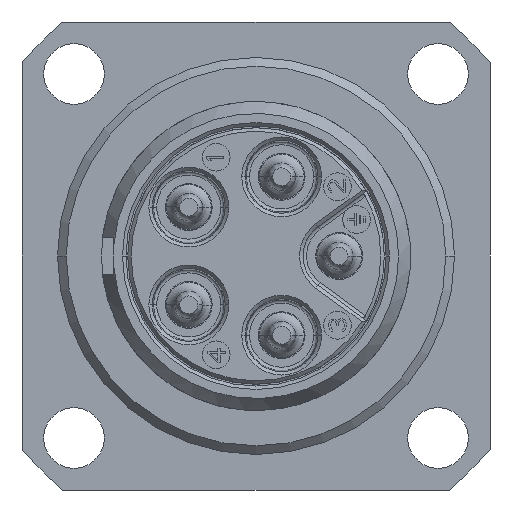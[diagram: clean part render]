
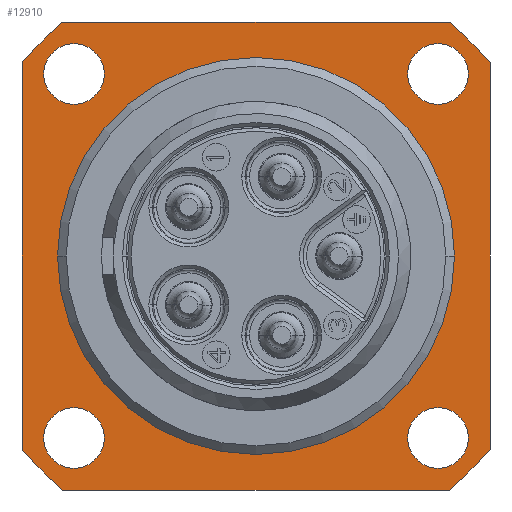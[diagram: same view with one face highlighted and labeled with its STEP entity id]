
A CAD part, left-side view. The second image highlights one B-rep face of the part: STEP entity #12910.
In plain terms, the highlighted planar face has unit normal (-1, 0, 0).
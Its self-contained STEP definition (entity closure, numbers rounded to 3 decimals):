
#303=CARTESIAN_POINT('',(0.7,0.,0.));
#304=DIRECTION('',(1.,0.,0.));
#305=DIRECTION('',(0.,1.,0.));
#306=AXIS2_PLACEMENT_3D('',#303,#304,#305);
#316=CARTESIAN_POINT('',(0.7,0.,0.));
#317=DIRECTION('',(1.,0.,0.));
#318=DIRECTION('',(0.,-1.,0.));
#319=AXIS2_PLACEMENT_3D('',#316,#317,#318);
#321=DIRECTION('',(0.,1.,0.));
#322=VECTOR('',#321,22.271);
#323=CARTESIAN_POINT('',(0.7,-11.136,13.5));
#324=LINE('1254',#323,#322);
#325=CARTESIAN_POINT('',(0.7,0.,0.));
#326=DIRECTION('',(1.,0.,0.));
#327=DIRECTION('',(0.,-0.636,0.771));
#328=AXIS2_PLACEMENT_3D('',#325,#326,#327);
#330=DIRECTION('',(0.,0.,1.));
#331=VECTOR('',#330,22.271);
#332=CARTESIAN_POINT('',(0.7,-13.5,-11.136));
#333=LINE('1255',#332,#331);
#334=CARTESIAN_POINT('',(0.7,0.,0.));
#335=DIRECTION('',(1.,0.,0.));
#336=DIRECTION('',(0.,-0.771,-0.636));
#337=AXIS2_PLACEMENT_3D('',#334,#335,#336);
#339=DIRECTION('',(0.,-1.,0.));
#340=VECTOR('',#339,22.271);
#341=CARTESIAN_POINT('',(0.7,11.136,-13.5));
#342=LINE('1256',#341,#340);
#343=CARTESIAN_POINT('',(0.7,0.,0.));
#344=DIRECTION('',(1.,0.,0.));
#345=DIRECTION('',(0.,0.636,-0.771));
#346=AXIS2_PLACEMENT_3D('',#343,#344,#345);
#348=DIRECTION('',(0.,0.,-1.));
#349=VECTOR('',#348,22.271);
#350=CARTESIAN_POINT('',(0.7,13.5,11.136));
#351=LINE('1257',#350,#349);
#352=CARTESIAN_POINT('',(0.7,0.,0.));
#353=DIRECTION('',(1.,0.,0.));
#354=DIRECTION('',(0.,0.771,0.636));
#355=AXIS2_PLACEMENT_3D('',#352,#353,#354);
#357=CARTESIAN_POINT('',(0.7,10.5,-10.5));
#358=DIRECTION('',(-1.,0.,0.));
#359=DIRECTION('',(0.,0.,-1.));
#360=AXIS2_PLACEMENT_3D('',#357,#358,#359);
#362=CARTESIAN_POINT('',(0.7,10.5,-10.5));
#363=DIRECTION('',(-1.,0.,0.));
#364=DIRECTION('',(0.,0.,1.));
#365=AXIS2_PLACEMENT_3D('',#362,#363,#364);
#367=CARTESIAN_POINT('',(0.7,10.5,10.5));
#368=DIRECTION('',(-1.,0.,0.));
#369=DIRECTION('',(0.,0.,-1.));
#370=AXIS2_PLACEMENT_3D('',#367,#368,#369);
#372=CARTESIAN_POINT('',(0.7,10.5,10.5));
#373=DIRECTION('',(-1.,0.,0.));
#374=DIRECTION('',(0.,0.,1.));
#375=AXIS2_PLACEMENT_3D('',#372,#373,#374);
#377=CARTESIAN_POINT('',(0.7,-10.5,-10.5));
#378=DIRECTION('',(-1.,0.,0.));
#379=DIRECTION('',(0.,0.,-1.));
#380=AXIS2_PLACEMENT_3D('',#377,#378,#379);
#382=CARTESIAN_POINT('',(0.7,-10.5,-10.5));
#383=DIRECTION('',(-1.,0.,0.));
#384=DIRECTION('',(0.,0.,1.));
#385=AXIS2_PLACEMENT_3D('',#382,#383,#384);
#387=CARTESIAN_POINT('',(0.7,-10.5,10.5));
#388=DIRECTION('',(-1.,0.,0.));
#389=DIRECTION('',(0.,0.,-1.));
#390=AXIS2_PLACEMENT_3D('',#387,#388,#389);
#392=CARTESIAN_POINT('',(0.7,-10.5,10.5));
#393=DIRECTION('',(-1.,0.,0.));
#394=DIRECTION('',(0.,0.,1.));
#395=AXIS2_PLACEMENT_3D('',#392,#393,#394);
#9844=CARTESIAN_POINT('',(0.7,11.45,0.));
#9845=VERTEX_POINT('',#9844);
#9846=CARTESIAN_POINT('',(0.7,-11.45,0.));
#9847=VERTEX_POINT('',#9846);
#9864=CARTESIAN_POINT('',(0.7,10.5,-12.25));
#9865=CARTESIAN_POINT('',(0.7,10.5,-8.75));
#9866=VERTEX_POINT('',#9864);
#9867=VERTEX_POINT('',#9865);
#9868=CARTESIAN_POINT('',(0.7,10.5,8.75));
#9869=CARTESIAN_POINT('',(0.7,10.5,12.25));
#9870=VERTEX_POINT('',#9868);
#9871=VERTEX_POINT('',#9869);
#9872=CARTESIAN_POINT('',(0.7,-10.5,-12.25));
#9873=CARTESIAN_POINT('',(0.7,-10.5,-8.75));
#9874=VERTEX_POINT('',#9872);
#9875=VERTEX_POINT('',#9873);
#9876=CARTESIAN_POINT('',(0.7,-10.5,8.75));
#9877=CARTESIAN_POINT('',(0.7,-10.5,12.25));
#9878=VERTEX_POINT('',#9876);
#9879=VERTEX_POINT('',#9877);
#9975=CARTESIAN_POINT('',(0.7,-11.136,13.5));
#9976=CARTESIAN_POINT('',(0.7,11.136,13.5));
#9977=VERTEX_POINT('',#9975);
#9978=VERTEX_POINT('',#9976);
#9979=CARTESIAN_POINT('',(0.7,-13.5,-11.136));
#9980=CARTESIAN_POINT('',(0.7,-13.5,11.136));
#9981=VERTEX_POINT('',#9979);
#9982=VERTEX_POINT('',#9980);
#9983=CARTESIAN_POINT('',(0.7,11.136,-13.5));
#9984=CARTESIAN_POINT('',(0.7,-11.136,-13.5));
#9985=VERTEX_POINT('',#9983);
#9986=VERTEX_POINT('',#9984);
#9987=CARTESIAN_POINT('',(0.7,13.5,11.136));
#9988=CARTESIAN_POINT('',(0.7,13.5,-11.136));
#9989=VERTEX_POINT('',#9987);
#9990=VERTEX_POINT('',#9988);
#12859=CARTESIAN_POINT('',(0.7,0.,0.));
#12860=DIRECTION('',(1.,0.,0.));
#12861=DIRECTION('',(0.,0.,-1.));
#12862=AXIS2_PLACEMENT_3D('',#12859,#12860,#12861);
#12863=PLANE('287',#12862);
#12865=ORIENTED_EDGE('1254',*,*,#12864,.F.);
#12867=ORIENTED_EDGE('1315',*,*,#12866,.T.);
#12869=ORIENTED_EDGE('1255',*,*,#12868,.F.);
#12871=ORIENTED_EDGE('1314',*,*,#12870,.T.);
#12873=ORIENTED_EDGE('1256',*,*,#12872,.F.);
#12875=ORIENTED_EDGE('1313',*,*,#12874,.T.);
#12877=ORIENTED_EDGE('1257',*,*,#12876,.F.);
#12879=ORIENTED_EDGE('1302',*,*,#12878,.T.);
#12880=EDGE_LOOP('287',(#12865,#12867,#12869,#12871,#12873,#12875,#12877,
#12879));
#12881=FACE_OUTER_BOUND('287',#12880,.F.);
#12883=ORIENTED_EDGE('1170',*,*,#12882,.T.);
#12885=ORIENTED_EDGE('1171',*,*,#12884,.T.);
#12886=EDGE_LOOP('287',(#12883,#12885));
#12887=FACE_BOUND('287',#12886,.F.);
#12889=ORIENTED_EDGE('1172',*,*,#12888,.T.);
#12891=ORIENTED_EDGE('1173',*,*,#12890,.T.);
#12892=EDGE_LOOP('287',(#12889,#12891));
#12893=FACE_BOUND('287',#12892,.F.);
#12895=ORIENTED_EDGE('1174',*,*,#12894,.T.);
#12897=ORIENTED_EDGE('1175',*,*,#12896,.T.);
#12898=EDGE_LOOP('287',(#12895,#12897));
#12899=FACE_BOUND('287',#12898,.F.);
#12901=ORIENTED_EDGE('1176',*,*,#12900,.T.);
#12903=ORIENTED_EDGE('1177',*,*,#12902,.T.);
#12904=EDGE_LOOP('287',(#12901,#12903));
#12905=FACE_BOUND('287',#12904,.F.);
#12906=ORIENTED_EDGE('1160',*,*,#12824,.F.);
#12907=ORIENTED_EDGE('1161',*,*,#12847,.F.);
#12908=EDGE_LOOP('287',(#12906,#12907));
#12909=FACE_BOUND('287',#12908,.F.);
#307=CIRCLE('1160',#306,11.45);
#320=CIRCLE('1161',#319,11.45);
#329=CIRCLE('1315',#328,17.5);
#338=CIRCLE('1314',#337,17.5);
#347=CIRCLE('1313',#346,17.5);
#356=CIRCLE('1302',#355,17.5);
#361=CIRCLE('1170',#360,1.75);
#366=CIRCLE('1171',#365,1.75);
#371=CIRCLE('1172',#370,1.75);
#376=CIRCLE('1173',#375,1.75);
#381=CIRCLE('1174',#380,1.75);
#386=CIRCLE('1175',#385,1.75);
#391=CIRCLE('1176',#390,1.75);
#396=CIRCLE('1177',#395,1.75);
#12824=EDGE_CURVE('1160',#9845,#9847,#307,.T.);
#12847=EDGE_CURVE('1161',#9847,#9845,#320,.T.);
#12864=EDGE_CURVE('1254',#9977,#9978,#324,.T.);
#12866=EDGE_CURVE('1315',#9977,#9982,#329,.T.);
#12868=EDGE_CURVE('1255',#9981,#9982,#333,.T.);
#12870=EDGE_CURVE('1314',#9981,#9986,#338,.T.);
#12872=EDGE_CURVE('1256',#9985,#9986,#342,.T.);
#12874=EDGE_CURVE('1313',#9985,#9990,#347,.T.);
#12876=EDGE_CURVE('1257',#9989,#9990,#351,.T.);
#12878=EDGE_CURVE('1302',#9989,#9978,#356,.T.);
#12882=EDGE_CURVE('1170',#9866,#9867,#361,.T.);
#12884=EDGE_CURVE('1171',#9867,#9866,#366,.T.);
#12888=EDGE_CURVE('1172',#9870,#9871,#371,.T.);
#12890=EDGE_CURVE('1173',#9871,#9870,#376,.T.);
#12894=EDGE_CURVE('1174',#9874,#9875,#381,.T.);
#12896=EDGE_CURVE('1175',#9875,#9874,#386,.T.);
#12900=EDGE_CURVE('1176',#9878,#9879,#391,.T.);
#12902=EDGE_CURVE('1177',#9879,#9878,#396,.T.);
#12910=ADVANCED_FACE('287',(#12881,#12887,#12893,#12899,#12905,#12909),#12863,
.F.);
